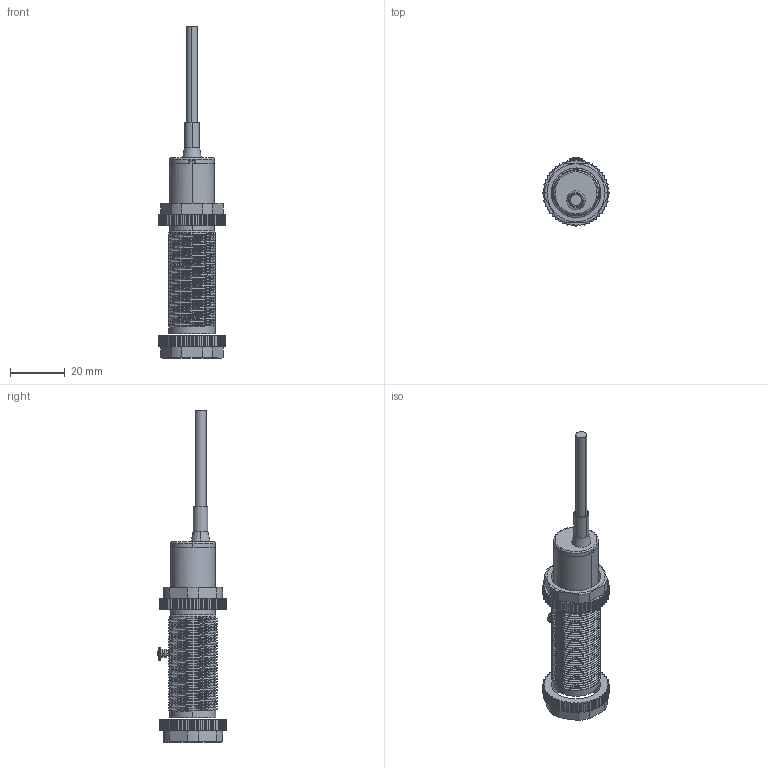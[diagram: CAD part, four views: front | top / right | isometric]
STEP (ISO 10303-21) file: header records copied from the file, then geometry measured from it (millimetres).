
FILE_DESCRIPTION((''),'2;1');
FILE_NAME('164911_ASM','2017-09-07T',('pdmadmin'),('BANNER ENGINEERING'),'CREO PARAMETRIC BY PTC INC, 2016260','CREO PARAMETRIC BY PTC INC, 2016260','');
FILE_SCHEMA(('CONFIG_CONTROL_DESIGN'));
Products named in the file (19): 165563; 165564; 165563_ASM; 194044; 195276; 118171_ASSY-166748_AF0; 194717; 194717_FORMED; 196740_AF0; 188793_AF2; 188793_AF0; 188793_AF1; 194045_AF0_ASM; 164109; 164111; 127799; 164112_ASM; 13150; 164911_ASM
Assembly tree (19 placements, depth 3):
  164911_ASM
    165563_ASM
      165563
      165564
    194045_AF0_ASM
      194044
      195276
      118171_ASSY-166748_AF0
      194717
      194717_FORMED
      196740_AF0
      188793_AF2
      188793_AF0
      188793_AF1
    164109
    164112_ASM
      164111
      127799
    13150  x2
Bounding box: 24.13 x 24.83 x 120.8 mm (x, y, z)
Volume: 10469 mm3; surface area: 17389.9 mm2
Topology: 12 solids, 12 shells, 1254 faces, 3302 edges, 2078 vertices
Faces by surface type: plane 486, cylinder 443, bspline 242, cone 47, torus 24, extrusion 8, sphere 4
Entity records: 98724 total; most frequent: CARTESIAN_POINT 74816, ORIENTED_EDGE 5348, DIRECTION 4216, EDGE_CURVE 2674, VERTEX_POINT 1662, AXIS2_PLACEMENT_3D 1500, VECTOR 1216, LINE 1208
